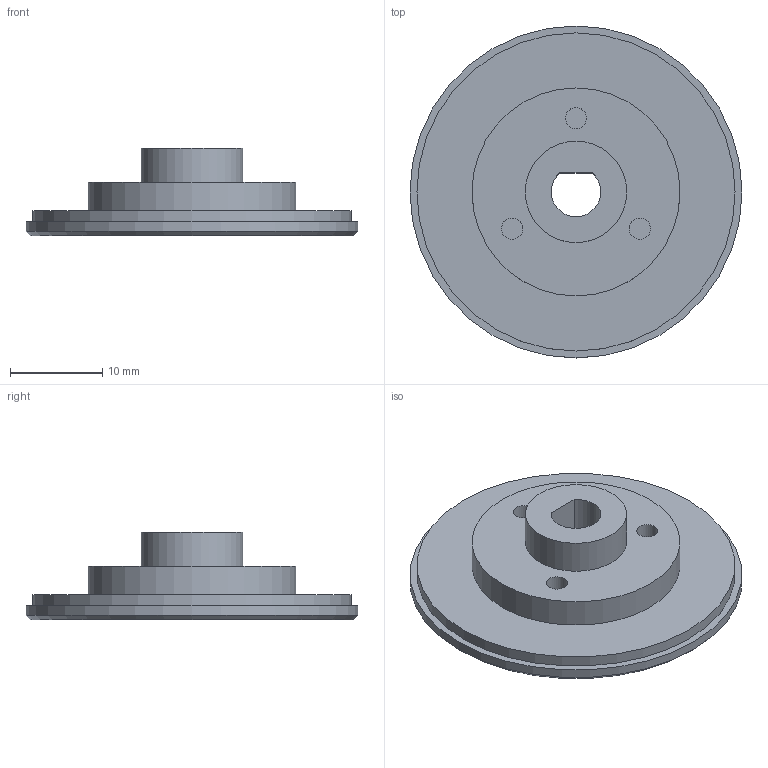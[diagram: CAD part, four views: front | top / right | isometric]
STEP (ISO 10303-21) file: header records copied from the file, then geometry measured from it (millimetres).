
FILE_DESCRIPTION(/* description */ ('Alibre Inc.'),/* implementation_level */ '2;1');
FILE_NAME(/* name */ 'export0',/* time_stamp */ '2015-07-11T14:25:10+12:00',/* author */ (''),/* organization */ (''),/* preprocessor_version */ 'ST-DEVELOPER v14',/* originating_system */ 'Alibre',/* authorisation */ '');
FILE_SCHEMA (('CONFIG_CONTROL_DESIGN'));
Length unit declared in the file: centimetre
Products named in the file (1): ID_1
Bounding box: 36 x 36 x 9.5 mm (x, y, z)
Volume: 3852 mm3; surface area: 2920.4 mm2
Topology: 1 solids, 1 shells, 30 faces, 53 edges, 34 vertices
Faces by surface type: plane 13, cylinder 12, cone 5
Full cylindrical faces by diameter (mm): 2.3 x3, 5 x3, 11 x1, 22.55 x1, 34.5 x1, 36 x1
Entity records: 703 total; most frequent: DIRECTION 109, CARTESIAN_POINT 95, ORIENTED_EDGE 70, AXIS2_PLACEMENT_3D 58, EDGE_LOOP 56, FACE_BOUND 56, EDGE_CURVE 35, VERTEX_POINT 31
